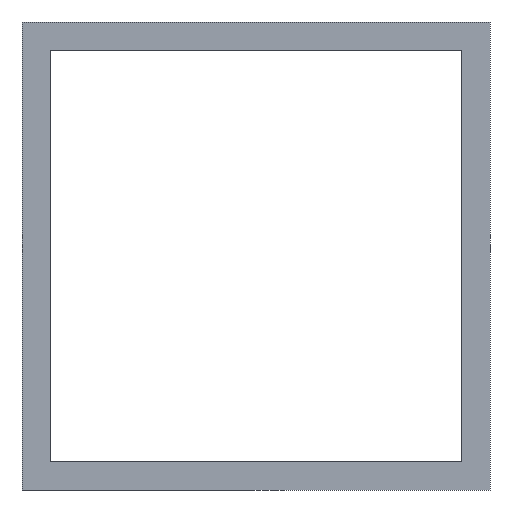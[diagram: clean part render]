
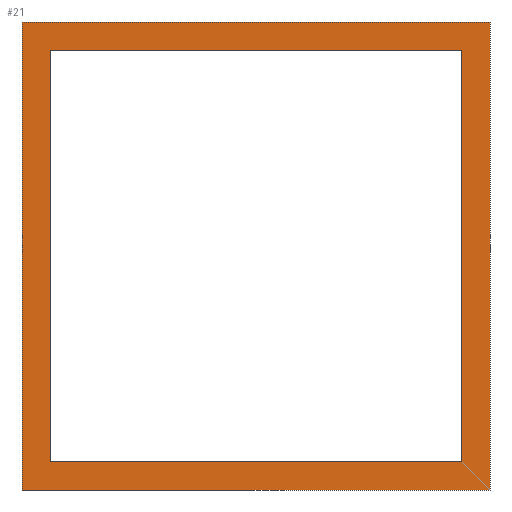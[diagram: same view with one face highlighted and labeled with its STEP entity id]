
A CAD part, front view. The second image highlights one B-rep face of the part: STEP entity #21.
In plain terms, the highlighted planar face has unit normal (0, -1, 0).
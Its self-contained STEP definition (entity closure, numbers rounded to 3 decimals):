
#1 = LINE ( 'NONE', #582, #201 ) ;
#6 = DIRECTION ( 'NONE',  ( 0., 0., -1. ) ) ;
#19 = VERTEX_POINT ( 'NONE', #561 ) ;
#21 = ADVANCED_FACE ( 'NONE', ( #435, #663 ), #354, .F. ) ;
#34 = CARTESIAN_POINT ( 'NONE',  ( 11., -65., -11. ) ) ;
#35 = LINE ( 'NONE', #630, #566 ) ;
#48 = DIRECTION ( 'NONE',  ( 0., 1., 0. ) ) ;
#70 = ORIENTED_EDGE ( 'NONE', *, *, #549, .F. ) ;
#72 = CARTESIAN_POINT ( 'NONE',  ( 11., -65., 11. ) ) ;
#100 = ORIENTED_EDGE ( 'NONE', *, *, #347, .T. ) ;
#122 = DIRECTION ( 'NONE',  ( 1., 0., 0. ) ) ;
#132 = ORIENTED_EDGE ( 'NONE', *, *, #146, .F. ) ;
#136 = ORIENTED_EDGE ( 'NONE', *, *, #375, .F. ) ;
#142 = CARTESIAN_POINT ( 'NONE',  ( -11., -65., 11. ) ) ;
#145 = DIRECTION ( 'NONE',  ( 0., 0., 1. ) ) ;
#146 = EDGE_CURVE ( 'NONE', #19, #599, #580, .T. ) ;
#201 = VECTOR ( 'NONE', #122, 1000. ) ;
#210 = CARTESIAN_POINT ( 'NONE',  ( -12.5, -65., -12.5 ) ) ;
#213 = DIRECTION ( 'NONE',  ( -1., 0., 0. ) ) ;
#218 = EDGE_CURVE ( 'NONE', #463, #611, #260, .T. ) ;
#235 = CARTESIAN_POINT ( 'NONE',  ( -12.5, -65., -12.5 ) ) ;
#241 = EDGE_LOOP ( 'NONE', ( #132, #136, #70, #612 ) ) ;
#248 = ORIENTED_EDGE ( 'NONE', *, *, #218, .T. ) ;
#257 = CARTESIAN_POINT ( 'NONE',  ( -11., -65., -11. ) ) ;
#260 = LINE ( 'NONE', #610, #589 ) ;
#269 = VECTOR ( 'NONE', #213, 1000. ) ;
#320 = EDGE_CURVE ( 'NONE', #599, #607, #532, .T. ) ;
#344 = VECTOR ( 'NONE', #552, 1000. ) ;
#347 = EDGE_CURVE ( 'NONE', #611, #591, #411, .T. ) ;
#350 = LINE ( 'NONE', #603, #344 ) ;
#354 = PLANE ( 'NONE',  #604 ) ;
#356 = VECTOR ( 'NONE', #444, 1000. ) ;
#375 = EDGE_CURVE ( 'NONE', #437, #19, #35, .T. ) ;
#388 = EDGE_LOOP ( 'NONE', ( #546, #248, #100, #479 ) ) ;
#392 = CARTESIAN_POINT ( 'NONE',  ( 12.5, -65., -12.5 ) ) ;
#411 = LINE ( 'NONE', #257, #605 ) ;
#430 = EDGE_CURVE ( 'NONE', #659, #463, #1, .T. ) ;
#435 = FACE_BOUND ( 'NONE', #388, .T. ) ;
#437 = VERTEX_POINT ( 'NONE', #634 ) ;
#443 = CARTESIAN_POINT ( 'NONE',  ( -11., -65., -11. ) ) ;
#444 = DIRECTION ( 'NONE',  ( 0., 0., 1. ) ) ;
#463 = VERTEX_POINT ( 'NONE', #72 ) ;
#467 = CARTESIAN_POINT ( 'NONE',  ( 12.5, -65., -12.5 ) ) ;
#479 = ORIENTED_EDGE ( 'NONE', *, *, #528, .T. ) ;
#507 = LINE ( 'NONE', #597, #356 ) ;
#528 = EDGE_CURVE ( 'NONE', #591, #659, #350, .T. ) ;
#532 = LINE ( 'NONE', #210, #269 ) ;
#546 = ORIENTED_EDGE ( 'NONE', *, *, #430, .T. ) ;
#549 = EDGE_CURVE ( 'NONE', #607, #437, #507, .T. ) ;
#552 = DIRECTION ( 'NONE',  ( 0., 0., 1. ) ) ;
#554 = CARTESIAN_POINT ( 'NONE',  ( 0., -65., 0. ) ) ;
#559 = VECTOR ( 'NONE', #6, 1000. ) ;
#561 = CARTESIAN_POINT ( 'NONE',  ( 12.5, -65., 12.5 ) ) ;
#566 = VECTOR ( 'NONE', #584, 1000. ) ;
#572 = DIRECTION ( 'NONE',  ( 0., 0., -1. ) ) ;
#580 = LINE ( 'NONE', #467, #559 ) ;
#582 = CARTESIAN_POINT ( 'NONE',  ( -11., -65., 11. ) ) ;
#584 = DIRECTION ( 'NONE',  ( 1., 0., 0. ) ) ;
#589 = VECTOR ( 'NONE', #572, 1000. ) ;
#591 = VERTEX_POINT ( 'NONE', #443 ) ;
#597 = CARTESIAN_POINT ( 'NONE',  ( -12.5, -65., -12.5 ) ) ;
#599 = VERTEX_POINT ( 'NONE', #392 ) ;
#603 = CARTESIAN_POINT ( 'NONE',  ( -11., -65., -11. ) ) ;
#604 = AXIS2_PLACEMENT_3D ( 'NONE', #554, #48, #145 ) ;
#605 = VECTOR ( 'NONE', #623, 1000. ) ;
#607 = VERTEX_POINT ( 'NONE', #235 ) ;
#610 = CARTESIAN_POINT ( 'NONE',  ( 11., -65., -11. ) ) ;
#611 = VERTEX_POINT ( 'NONE', #34 ) ;
#612 = ORIENTED_EDGE ( 'NONE', *, *, #320, .F. ) ;
#623 = DIRECTION ( 'NONE',  ( -1., 0., 0. ) ) ;
#630 = CARTESIAN_POINT ( 'NONE',  ( -12.5, -65., 12.5 ) ) ;
#634 = CARTESIAN_POINT ( 'NONE',  ( -12.5, -65., 12.5 ) ) ;
#659 = VERTEX_POINT ( 'NONE', #142 ) ;
#663 = FACE_OUTER_BOUND ( 'NONE', #241, .T. ) ;
